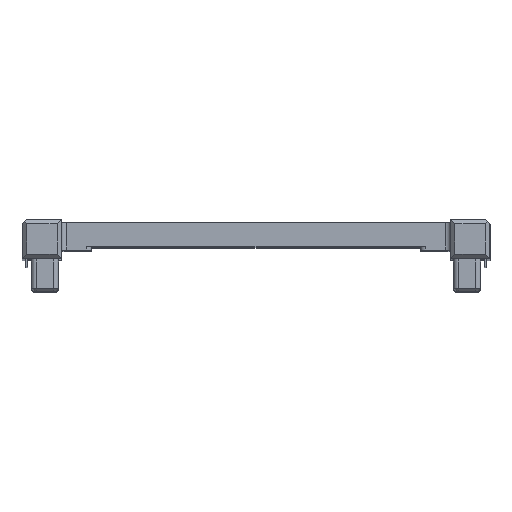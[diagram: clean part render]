
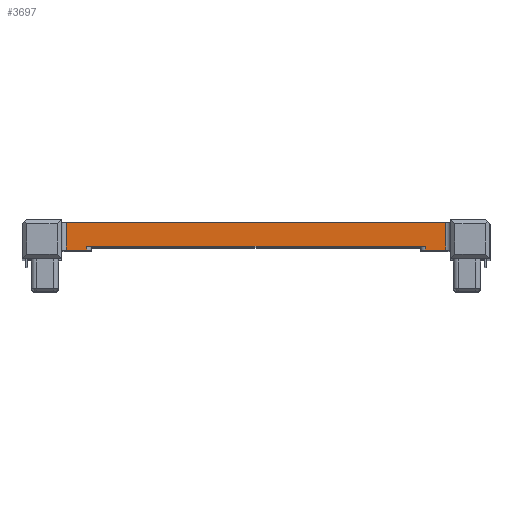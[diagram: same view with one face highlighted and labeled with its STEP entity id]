
A CAD part, top view. The second image highlights one B-rep face of the part: STEP entity #3697.
In plain terms, the highlighted planar face has unit normal (0, 0, 1).
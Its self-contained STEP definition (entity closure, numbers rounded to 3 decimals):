
#1255=CARTESIAN_POINT('',(9.5,-0.8,105.95));
#1256=VERTEX_POINT('',#1255);
#1264=CARTESIAN_POINT('',(90.5,-0.8,105.95));
#1265=VERTEX_POINT('',#1264);
#1266=CARTESIAN_POINT('',(90.5,-0.8,105.95));
#1267=DIRECTION('',(-1.0,0.0,0.0));
#1268=VECTOR('',#1267,81.);
#1269=LINE('',#1266,#1268);
#1270=EDGE_CURVE('',#1265,#1256,#1269,.T.);
#2722=CARTESIAN_POINT('',(90.5,-6.6,105.95));
#2723=VERTEX_POINT('',#2722);
#2731=CARTESIAN_POINT('',(86.2,-6.6,105.95));
#2732=VERTEX_POINT('',#2731);
#2733=CARTESIAN_POINT('',(90.5,-6.6,105.95));
#2734=DIRECTION('',(-1.0,0.0,0.0));
#2735=VECTOR('',#2734,4.3);
#2736=LINE('',#2733,#2735);
#2737=EDGE_CURVE('',#2723,#2732,#2736,.T.);
#3637=CARTESIAN_POINT('',(90.5,-0.8,105.95));
#3638=DIRECTION('',(0.0,-1.0,0.0));
#3639=VECTOR('',#3638,5.8);
#3640=LINE('',#3637,#3639);
#3641=EDGE_CURVE('',#1265,#2723,#3640,.T.);
#3649=CARTESIAN_POINT('',(91.5,0.0,105.95));
#3650=DIRECTION('',(0.0,0.0,1.0));
#3651=DIRECTION('',(1.0,0.0,0.0));
#3652=AXIS2_PLACEMENT_3D('',#3649,#3650,#3651);
#3653=PLANE('',#3652);
#3654=CARTESIAN_POINT('',(13.8,-6.6,105.95));
#3655=VERTEX_POINT('',#3654);
#3656=CARTESIAN_POINT('',(13.8,-5.8,105.95));
#3657=VERTEX_POINT('',#3656);
#3658=CARTESIAN_POINT('',(13.8,-6.6,105.95));
#3659=DIRECTION('',(0.0,1.0,0.0));
#3660=VECTOR('',#3659,0.8);
#3661=LINE('',#3658,#3660);
#3662=EDGE_CURVE('',#3655,#3657,#3661,.T.);
#3663=ORIENTED_EDGE('',*,*,#3662,.T.);
#3664=CARTESIAN_POINT('',(86.2,-5.8,105.95));
#3665=VERTEX_POINT('',#3664);
#3666=CARTESIAN_POINT('',(13.8,-5.8,105.95));
#3667=DIRECTION('',(1.0,0.0,0.0));
#3668=VECTOR('',#3667,72.4);
#3669=LINE('',#3666,#3668);
#3670=EDGE_CURVE('',#3657,#3665,#3669,.T.);
#3671=ORIENTED_EDGE('',*,*,#3670,.T.);
#3672=CARTESIAN_POINT('',(86.2,-6.6,105.95));
#3673=DIRECTION('',(0.0,1.0,0.0));
#3674=VECTOR('',#3673,0.8);
#3675=LINE('',#3672,#3674);
#3676=EDGE_CURVE('',#2732,#3665,#3675,.T.);
#3677=ORIENTED_EDGE('',*,*,#3676,.F.);
#3678=ORIENTED_EDGE('',*,*,#2737,.F.);
#3679=ORIENTED_EDGE('',*,*,#3641,.F.);
#3680=ORIENTED_EDGE('',*,*,#1270,.T.);
#3681=CARTESIAN_POINT('',(9.5,-6.6,105.95));
#3682=VERTEX_POINT('',#3681);
#3683=CARTESIAN_POINT('',(9.5,-6.6,105.95));
#3684=DIRECTION('',(0.0,1.0,0.0));
#3685=VECTOR('',#3684,5.8);
#3686=LINE('',#3683,#3685);
#3687=EDGE_CURVE('',#3682,#1256,#3686,.T.);
#3688=ORIENTED_EDGE('',*,*,#3687,.F.);
#3689=CARTESIAN_POINT('',(13.8,-6.6,105.95));
#3690=DIRECTION('',(-1.0,0.0,0.0));
#3691=VECTOR('',#3690,4.3);
#3692=LINE('',#3689,#3691);
#3693=EDGE_CURVE('',#3655,#3682,#3692,.T.);
#3694=ORIENTED_EDGE('',*,*,#3693,.F.);
#3695=EDGE_LOOP('',(#3663,#3671,#3677,#3678,#3679,#3680,#3688,#3694));
#3696=FACE_OUTER_BOUND('',#3695,.T.);
#3697=ADVANCED_FACE('',(#3696),#3653,.T.);
